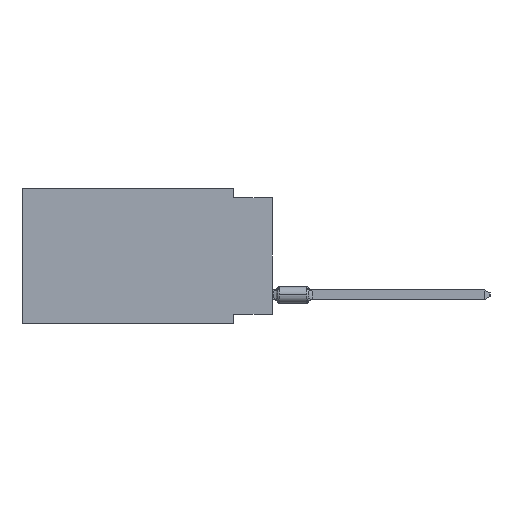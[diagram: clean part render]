
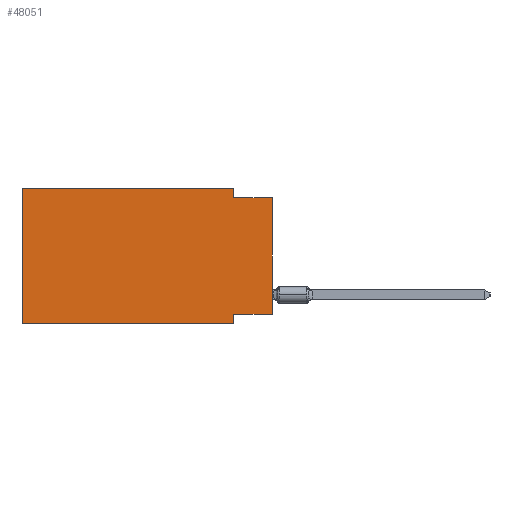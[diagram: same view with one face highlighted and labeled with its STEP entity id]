
A CAD part, left-side view. The second image highlights one B-rep face of the part: STEP entity #48051.
In plain terms, the highlighted planar face has unit normal (-1, 0, 0).
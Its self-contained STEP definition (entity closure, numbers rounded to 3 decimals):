
#1340 = ORIENTED_EDGE ( 'NONE', *, *, #45542, .F. ) ;
#3048 = LINE ( 'NONE', #23949, #67137 ) ;
#3059 = ORIENTED_EDGE ( 'NONE', *, *, #3642, .F. ) ;
#3642 = EDGE_CURVE ( 'NONE', #37821, #17270, #31047, .T. ) ;
#3821 = VECTOR ( 'NONE', #6286, 1000. ) ;
#4980 = VECTOR ( 'NONE', #25916, 1000. ) ;
#6286 = DIRECTION ( 'NONE',  ( 0., 0., -1. ) ) ;
#7861 = VECTOR ( 'NONE', #34513, 1000. ) ;
#8231 = ORIENTED_EDGE ( 'NONE', *, *, #38740, .F. ) ;
#8513 = VERTEX_POINT ( 'NONE', #53350 ) ;
#8721 = ORIENTED_EDGE ( 'NONE', *, *, #23792, .F. ) ;
#10463 = CARTESIAN_POINT ( 'NONE',  ( 0., 16.383, 0. ) ) ;
#11419 = CARTESIAN_POINT ( 'NONE',  ( 0., 2.54, -8.89 ) ) ;
#11464 = VERTEX_POINT ( 'NONE', #67474 ) ;
#14430 = CARTESIAN_POINT ( 'NONE',  ( 0., 0., -8.255 ) ) ;
#15498 = CARTESIAN_POINT ( 'NONE',  ( 0., 16.383, -8.89 ) ) ;
#15762 = VECTOR ( 'NONE', #67732, 1000. ) ;
#17270 = VERTEX_POINT ( 'NONE', #19380 ) ;
#17638 = ORIENTED_EDGE ( 'NONE', *, *, #21348, .T. ) ;
#19380 = CARTESIAN_POINT ( 'NONE',  ( 0., 2.54, 0. ) ) ;
#21196 = DIRECTION ( 'NONE',  ( 0., 0., 1. ) ) ;
#21348 = EDGE_CURVE ( 'NONE', #38813, #47704, #3048, .T. ) ;
#21721 = LINE ( 'NONE', #46797, #15762 ) ;
#21891 = CARTESIAN_POINT ( 'NONE',  ( 0., 0., -0.635 ) ) ;
#23792 = EDGE_CURVE ( 'NONE', #38813, #11464, #67266, .T. ) ;
#23949 = CARTESIAN_POINT ( 'NONE',  ( 0., 0., 0. ) ) ;
#25916 = DIRECTION ( 'NONE',  ( 0., -1., 0. ) ) ;
#30368 = CARTESIAN_POINT ( 'NONE',  ( 0., 16.383, 0. ) ) ;
#31047 = LINE ( 'NONE', #10463, #4980 ) ;
#32342 = CARTESIAN_POINT ( 'NONE',  ( 0., 0., -8.255 ) ) ;
#32443 = DIRECTION ( 'NONE',  ( 0., 0., -1. ) ) ;
#33697 = DIRECTION ( 'NONE',  ( 0., 0., -1. ) ) ;
#34513 = DIRECTION ( 'NONE',  ( 0., 0., 1. ) ) ;
#35533 = LINE ( 'NONE', #30368, #7861 ) ;
#35981 = ORIENTED_EDGE ( 'NONE', *, *, #39990, .F. ) ;
#37258 = PLANE ( 'NONE',  #42381 ) ;
#37596 = CARTESIAN_POINT ( 'NONE',  ( 0., 16.383, 0. ) ) ;
#37821 = VERTEX_POINT ( 'NONE', #45594 ) ;
#38740 = EDGE_CURVE ( 'NONE', #44674, #47704, #21721, .T. ) ;
#38813 = VERTEX_POINT ( 'NONE', #32342 ) ;
#39286 = EDGE_LOOP ( 'NONE', ( #17638, #8231, #35981, #3059, #43807, #43179, #1340, #8721 ) ) ;
#39990 = EDGE_CURVE ( 'NONE', #17270, #44674, #44008, .T. ) ;
#40625 = CARTESIAN_POINT ( 'NONE',  ( 0., 16.383, -8.89 ) ) ;
#42064 = FACE_OUTER_BOUND ( 'NONE', #39286, .T. ) ;
#42293 = VECTOR ( 'NONE', #67656, 1000. ) ;
#42381 = AXIS2_PLACEMENT_3D ( 'NONE', #37596, #58540, #32443 ) ;
#43179 = ORIENTED_EDGE ( 'NONE', *, *, #61590, .T. ) ;
#43807 = ORIENTED_EDGE ( 'NONE', *, *, #55265, .F. ) ;
#44008 = LINE ( 'NONE', #49841, #66257 ) ;
#44674 = VERTEX_POINT ( 'NONE', #52911 ) ;
#45542 = EDGE_CURVE ( 'NONE', #11464, #8513, #64938, .T. ) ;
#45594 = CARTESIAN_POINT ( 'NONE',  ( 0., 16.383, 0. ) ) ;
#46797 = CARTESIAN_POINT ( 'NONE',  ( 0., 0., -0.635 ) ) ;
#47704 = VERTEX_POINT ( 'NONE', #21891 ) ;
#48051 = ADVANCED_FACE ( 'NONE', ( #42064 ), #37258, .F. ) ;
#49841 = CARTESIAN_POINT ( 'NONE',  ( 0., 2.54, 0. ) ) ;
#50122 = DIRECTION ( 'NONE',  ( 0., 1., 0. ) ) ;
#52911 = CARTESIAN_POINT ( 'NONE',  ( 0., 2.54, -0.635 ) ) ;
#53350 = CARTESIAN_POINT ( 'NONE',  ( 0., 2.54, -8.89 ) ) ;
#55265 = EDGE_CURVE ( 'NONE', #62335, #37821, #35533, .T. ) ;
#58540 = DIRECTION ( 'NONE',  ( 1., 0., 0. ) ) ;
#61590 = EDGE_CURVE ( 'NONE', #62335, #8513, #62154, .T. ) ;
#62154 = LINE ( 'NONE', #15498, #42293 ) ;
#62335 = VERTEX_POINT ( 'NONE', #40625 ) ;
#64938 = LINE ( 'NONE', #11419, #3821 ) ;
#66257 = VECTOR ( 'NONE', #33697, 1000. ) ;
#66895 = VECTOR ( 'NONE', #50122, 1000. ) ;
#67137 = VECTOR ( 'NONE', #21196, 1000. ) ;
#67266 = LINE ( 'NONE', #14430, #66895 ) ;
#67474 = CARTESIAN_POINT ( 'NONE',  ( 0., 2.54, -8.255 ) ) ;
#67656 = DIRECTION ( 'NONE',  ( 0., -1., 0. ) ) ;
#67732 = DIRECTION ( 'NONE',  ( 0., -1., 0. ) ) ;
